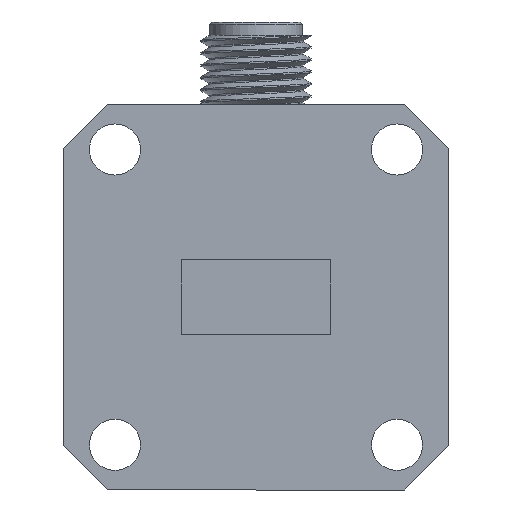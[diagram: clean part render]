
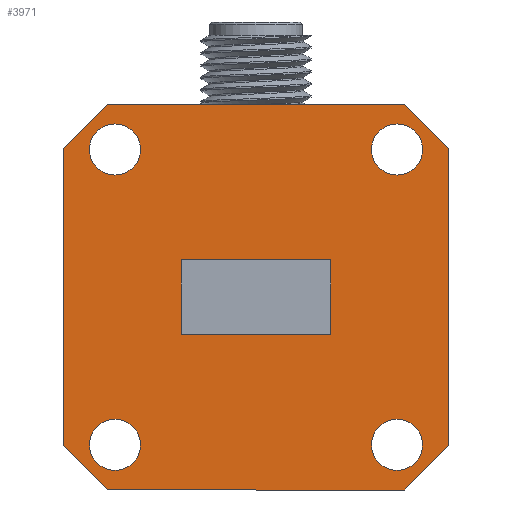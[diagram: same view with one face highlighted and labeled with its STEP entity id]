
A CAD part, front view. The second image highlights one B-rep face of the part: STEP entity #3971.
In plain terms, the highlighted planar face has unit normal (0, -1, 0).
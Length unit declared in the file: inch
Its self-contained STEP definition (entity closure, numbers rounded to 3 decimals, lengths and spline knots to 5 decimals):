
#11 = EDGE_LOOP ( 'NONE', ( #331 ) ) ;
#12 = DIRECTION ( 'NONE',  ( 0., 0., -1. ) ) ;
#99 = AXIS2_PLACEMENT_3D ( 'NONE', #6964, #3633, #5927 ) ;
#155 = VERTEX_POINT ( 'NONE', #3084 ) ;
#159 = VERTEX_POINT ( 'NONE', #869 ) ;
#233 = VERTEX_POINT ( 'NONE', #2339 ) ;
#274 = AXIS2_PLACEMENT_3D ( 'NONE', #4311, #370, #3735 ) ;
#281 = LINE ( 'NONE', #6688, #2689 ) ;
#309 = ORIENTED_EDGE ( 'NONE', *, *, #5779, .T. ) ;
#310 = DIRECTION ( 'NONE',  ( -0.707, 0., 0.707 ) ) ;
#331 = ORIENTED_EDGE ( 'NONE', *, *, #2470, .T. ) ;
#356 = EDGE_CURVE ( 'NONE', #155, #155, #2170, .T. ) ;
#365 = ORIENTED_EDGE ( 'NONE', *, *, #4946, .F. ) ;
#370 = DIRECTION ( 'NONE',  ( 0., 1., 0. ) ) ;
#448 = CARTESIAN_POINT ( 'NONE',  ( -0.3875, 0., 0.3875 ) ) ;
#629 = VERTEX_POINT ( 'NONE', #7051 ) ;
#703 = VECTOR ( 'NONE', #5165, 39.37008 ) ;
#720 = LINE ( 'NONE', #1119, #3243 ) ;
#746 = VERTEX_POINT ( 'NONE', #6912 ) ;
#816 = EDGE_CURVE ( 'NONE', #233, #5843, #2909, .T. ) ;
#869 = CARTESIAN_POINT ( 'NONE',  ( -0.4375, 0., -0.3375 ) ) ;
#923 = LINE ( 'NONE', #2812, #4223 ) ;
#938 = EDGE_CURVE ( 'NONE', #6547, #1031, #4996, .T. ) ;
#959 = CIRCLE ( 'NONE', #3527, 0.058 ) ;
#997 = DIRECTION ( 'NONE',  ( -0.707, 0., -0.707 ) ) ;
#1005 = ORIENTED_EDGE ( 'NONE', *, *, #7087, .F. ) ;
#1031 = VERTEX_POINT ( 'NONE', #1173 ) ;
#1045 = VERTEX_POINT ( 'NONE', #1240 ) ;
#1105 = CIRCLE ( 'NONE', #99, 0.058 ) ;
#1119 = CARTESIAN_POINT ( 'NONE',  ( -0.17, 0., -0.085 ) ) ;
#1128 = FACE_BOUND ( 'NONE', #5274, .T. ) ;
#1169 = EDGE_CURVE ( 'NONE', #2017, #1031, #923, .T. ) ;
#1173 = CARTESIAN_POINT ( 'NONE',  ( 0.4375, 0., -0.3375 ) ) ;
#1240 = CARTESIAN_POINT ( 'NONE',  ( -0.17, 0., -0.085 ) ) ;
#1341 = CARTESIAN_POINT ( 'NONE',  ( 0.32, 0., -0.335 ) ) ;
#1414 = ORIENTED_EDGE ( 'NONE', *, *, #3454, .T. ) ;
#1415 = DIRECTION ( 'NONE',  ( 0., -1., 0. ) ) ;
#1419 = AXIS2_PLACEMENT_3D ( 'NONE', #4683, #1415, #6924 ) ;
#1429 = CARTESIAN_POINT ( 'NONE',  ( -0.32, 0., -0.277 ) ) ;
#1509 = CARTESIAN_POINT ( 'NONE',  ( 0.3375, 0., -0.4375 ) ) ;
#1536 = VERTEX_POINT ( 'NONE', #4329 ) ;
#1628 = CARTESIAN_POINT ( 'NONE',  ( 0.4375, 0., 0.3375 ) ) ;
#1817 = DIRECTION ( 'NONE',  ( 0., 1., 0. ) ) ;
#1917 = CARTESIAN_POINT ( 'NONE',  ( 0.3875, 0., 0.3875 ) ) ;
#1940 = VERTEX_POINT ( 'NONE', #3465 ) ;
#2017 = VERTEX_POINT ( 'NONE', #1509 ) ;
#2100 = VERTEX_POINT ( 'NONE', #3223 ) ;
#2132 = EDGE_CURVE ( 'NONE', #2017, #1536, #3135, .T. ) ;
#2141 = VERTEX_POINT ( 'NONE', #2606 ) ;
#2170 = CIRCLE ( 'NONE', #274, 0.058 ) ;
#2175 = LINE ( 'NONE', #4567, #703 ) ;
#2225 = DIRECTION ( 'NONE',  ( 0., 0., 1. ) ) ;
#2339 = CARTESIAN_POINT ( 'NONE',  ( 0.17, 0., -0.085 ) ) ;
#2388 = VERTEX_POINT ( 'NONE', #2496 ) ;
#2417 = FACE_BOUND ( 'NONE', #5677, .T. ) ;
#2470 = EDGE_CURVE ( 'NONE', #2388, #2388, #7128, .T. ) ;
#2496 = CARTESIAN_POINT ( 'NONE',  ( 0.32, 0., 0.393 ) ) ;
#2591 = ORIENTED_EDGE ( 'NONE', *, *, #2607, .T. ) ;
#2606 = CARTESIAN_POINT ( 'NONE',  ( 0.3375, 0., 0.4375 ) ) ;
#2607 = EDGE_CURVE ( 'NONE', #6547, #2141, #4953, .T. ) ;
#2689 = VECTOR ( 'NONE', #3888, 39.37008 ) ;
#2764 = CARTESIAN_POINT ( 'NONE',  ( 0.4375, 0., 0.4375 ) ) ;
#2812 = CARTESIAN_POINT ( 'NONE',  ( 0.3875, 0., -0.3875 ) ) ;
#2828 = DIRECTION ( 'NONE',  ( 1., 0., 0. ) ) ;
#2909 = LINE ( 'NONE', #7142, #3529 ) ;
#2970 = EDGE_CURVE ( 'NONE', #2100, #1045, #281, .T. ) ;
#3023 = LINE ( 'NONE', #6083, #4075 ) ;
#3084 = CARTESIAN_POINT ( 'NONE',  ( -0.32, 0., 0.393 ) ) ;
#3089 = VERTEX_POINT ( 'NONE', #1429 ) ;
#3120 = ORIENTED_EDGE ( 'NONE', *, *, #5248, .F. ) ;
#3135 = LINE ( 'NONE', #7106, #7050 ) ;
#3215 = ORIENTED_EDGE ( 'NONE', *, *, #4468, .F. ) ;
#3223 = CARTESIAN_POINT ( 'NONE',  ( -0.17, 0., 0.085 ) ) ;
#3243 = VECTOR ( 'NONE', #2828, 39.37008 ) ;
#3454 = EDGE_CURVE ( 'NONE', #746, #746, #959, .T. ) ;
#3465 = CARTESIAN_POINT ( 'NONE',  ( -0.4375, 0., 0.3375 ) ) ;
#3527 = AXIS2_PLACEMENT_3D ( 'NONE', #1341, #5223, #5792 ) ;
#3529 = VECTOR ( 'NONE', #2225, 39.37008 ) ;
#3546 = ORIENTED_EDGE ( 'NONE', *, *, #816, .F. ) ;
#3633 = DIRECTION ( 'NONE',  ( 0., 1., 0. ) ) ;
#3669 = LINE ( 'NONE', #7073, #6452 ) ;
#3691 = ORIENTED_EDGE ( 'NONE', *, *, #356, .T. ) ;
#3735 = DIRECTION ( 'NONE',  ( 0., 0., 1. ) ) ;
#3736 = FACE_BOUND ( 'NONE', #4867, .T. ) ;
#3830 = VECTOR ( 'NONE', #310, 39.37008 ) ;
#3888 = DIRECTION ( 'NONE',  ( 0., 0., -1. ) ) ;
#3937 = DIRECTION ( 'NONE',  ( 0.707, 0., 0.707 ) ) ;
#3971 = ADVANCED_FACE ( 'NONE', ( #1128, #2417, #5110, #6087, #3736, #4601 ), #6945, .T. ) ;
#4075 = VECTOR ( 'NONE', #4419, 39.37008 ) ;
#4109 = ORIENTED_EDGE ( 'NONE', *, *, #938, .F. ) ;
#4223 = VECTOR ( 'NONE', #3937, 39.37008 ) ;
#4311 = CARTESIAN_POINT ( 'NONE',  ( -0.32, 0., 0.335 ) ) ;
#4329 = CARTESIAN_POINT ( 'NONE',  ( -0.3375, 0., -0.4375 ) ) ;
#4419 = DIRECTION ( 'NONE',  ( 1., 0., 0. ) ) ;
#4468 = EDGE_CURVE ( 'NONE', #629, #2141, #3023, .T. ) ;
#4567 = CARTESIAN_POINT ( 'NONE',  ( -0.17, 0., 0.085 ) ) ;
#4601 = FACE_OUTER_BOUND ( 'NONE', #6758, .T. ) ;
#4625 = DIRECTION ( 'NONE',  ( 0., 0., 1. ) ) ;
#4651 = CARTESIAN_POINT ( 'NONE',  ( -0.4375, 0., 0.4375 ) ) ;
#4662 = EDGE_CURVE ( 'NONE', #629, #1940, #7102, .T. ) ;
#4683 = CARTESIAN_POINT ( 'NONE',  ( 0., 0., 0. ) ) ;
#4825 = AXIS2_PLACEMENT_3D ( 'NONE', #5050, #1817, #5144 ) ;
#4867 = EDGE_LOOP ( 'NONE', ( #6430 ) ) ;
#4946 = EDGE_CURVE ( 'NONE', #5843, #2100, #2175, .T. ) ;
#4953 = LINE ( 'NONE', #1917, #3830 ) ;
#4996 = LINE ( 'NONE', #2764, #7181 ) ;
#5050 = CARTESIAN_POINT ( 'NONE',  ( 0.32, 0., 0.335 ) ) ;
#5110 = FACE_BOUND ( 'NONE', #11, .T. ) ;
#5144 = DIRECTION ( 'NONE',  ( 0., 0., 1. ) ) ;
#5165 = DIRECTION ( 'NONE',  ( -1., 0., 0. ) ) ;
#5223 = DIRECTION ( 'NONE',  ( 0., 1., 0. ) ) ;
#5248 = EDGE_CURVE ( 'NONE', #1045, #233, #720, .T. ) ;
#5267 = VECTOR ( 'NONE', #997, 39.37008 ) ;
#5274 = EDGE_LOOP ( 'NONE', ( #365, #3546, #3120, #5789 ) ) ;
#5380 = DIRECTION ( 'NONE',  ( -1., 0., 0. ) ) ;
#5513 = DIRECTION ( 'NONE',  ( 0.707, 0., -0.707 ) ) ;
#5562 = CARTESIAN_POINT ( 'NONE',  ( 0.17, 0., 0.085 ) ) ;
#5677 = EDGE_LOOP ( 'NONE', ( #3691 ) ) ;
#5707 = LINE ( 'NONE', #4651, #6845 ) ;
#5779 = EDGE_CURVE ( 'NONE', #159, #1536, #3669, .T. ) ;
#5789 = ORIENTED_EDGE ( 'NONE', *, *, #2970, .F. ) ;
#5792 = DIRECTION ( 'NONE',  ( 0., 0., 1. ) ) ;
#5843 = VERTEX_POINT ( 'NONE', #5562 ) ;
#5927 = DIRECTION ( 'NONE',  ( 0., 0., 1. ) ) ;
#6055 = EDGE_LOOP ( 'NONE', ( #1414 ) ) ;
#6083 = CARTESIAN_POINT ( 'NONE',  ( -0.4375, 0., 0.4375 ) ) ;
#6087 = FACE_BOUND ( 'NONE', #6055, .T. ) ;
#6191 = ORIENTED_EDGE ( 'NONE', *, *, #1169, .T. ) ;
#6347 = ORIENTED_EDGE ( 'NONE', *, *, #2132, .F. ) ;
#6430 = ORIENTED_EDGE ( 'NONE', *, *, #6918, .T. ) ;
#6452 = VECTOR ( 'NONE', #5513, 39.37008 ) ;
#6547 = VERTEX_POINT ( 'NONE', #1628 ) ;
#6566 = ORIENTED_EDGE ( 'NONE', *, *, #4662, .T. ) ;
#6688 = CARTESIAN_POINT ( 'NONE',  ( -0.17, 0., -0.085 ) ) ;
#6758 = EDGE_LOOP ( 'NONE', ( #3215, #6566, #1005, #309, #6347, #6191, #4109, #2591 ) ) ;
#6845 = VECTOR ( 'NONE', #4625, 39.37008 ) ;
#6912 = CARTESIAN_POINT ( 'NONE',  ( 0.32, 0., -0.277 ) ) ;
#6918 = EDGE_CURVE ( 'NONE', #3089, #3089, #1105, .T. ) ;
#6924 = DIRECTION ( 'NONE',  ( 0., 0., -1. ) ) ;
#6945 = PLANE ( 'NONE',  #1419 ) ;
#6964 = CARTESIAN_POINT ( 'NONE',  ( -0.32, 0., -0.335 ) ) ;
#7050 = VECTOR ( 'NONE', #5380, 39.37008 ) ;
#7051 = CARTESIAN_POINT ( 'NONE',  ( -0.3375, 0., 0.4375 ) ) ;
#7073 = CARTESIAN_POINT ( 'NONE',  ( -0.3875, 0., -0.3875 ) ) ;
#7087 = EDGE_CURVE ( 'NONE', #159, #1940, #5707, .T. ) ;
#7102 = LINE ( 'NONE', #448, #5267 ) ;
#7106 = CARTESIAN_POINT ( 'NONE',  ( -0.4375, 0., -0.4375 ) ) ;
#7128 = CIRCLE ( 'NONE', #4825, 0.058 ) ;
#7142 = CARTESIAN_POINT ( 'NONE',  ( 0.17, 0., -0.085 ) ) ;
#7181 = VECTOR ( 'NONE', #12, 39.37008 ) ;
